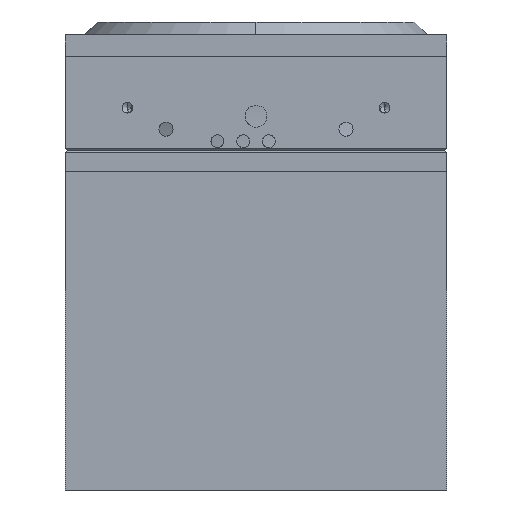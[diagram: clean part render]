
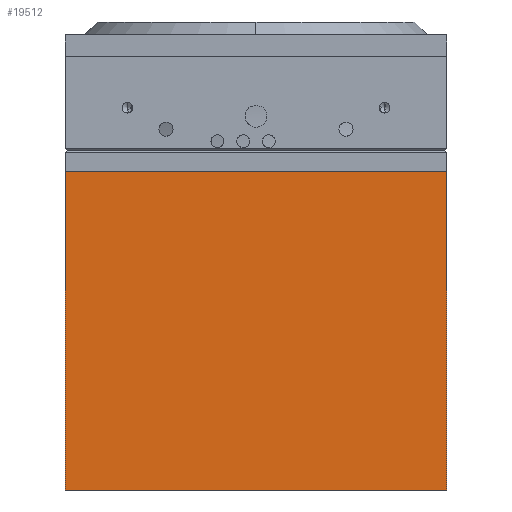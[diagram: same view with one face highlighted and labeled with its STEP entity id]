
A CAD part, left-side view. The second image highlights one B-rep face of the part: STEP entity #19512.
In plain terms, the highlighted planar face has unit normal (-1, 0, 0).
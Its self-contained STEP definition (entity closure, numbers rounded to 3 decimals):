
#312 = FACE_OUTER_BOUND ( 'NONE', #33465, .T. ) ;
#2198 = DIRECTION ( 'NONE',  ( 0., 0., 1. ) ) ;
#2842 = CARTESIAN_POINT ( 'NONE',  ( -60.743, -29.441, 53.1 ) ) ;
#4137 = EDGE_CURVE ( 'NONE', #79690, #14608, #34620, .T. ) ;
#4636 = LINE ( 'NONE', #20430, #7037 ) ;
#5236 = DIRECTION ( 'NONE',  ( 0., 1., 0. ) ) ;
#7037 = VECTOR ( 'NONE', #5236, 1000. ) ;
#10742 = DIRECTION ( 'NONE',  ( 1., 0., 0. ) ) ;
#12093 = VECTOR ( 'NONE', #25240, 1000. ) ;
#13945 = EDGE_CURVE ( 'NONE', #27117, #79690, #78664, .T. ) ;
#14608 = VERTEX_POINT ( 'NONE', #91807 ) ;
#19512 = ADVANCED_FACE ( 'NONE', ( #312 ), #41276, .F. ) ;
#20430 = CARTESIAN_POINT ( 'NONE',  ( -60.743, -29.441, 127.3 ) ) ;
#25240 = DIRECTION ( 'NONE',  ( 0., 0., 1. ) ) ;
#26207 = ORIENTED_EDGE ( 'NONE', *, *, #77390, .T. ) ;
#27117 = VERTEX_POINT ( 'NONE', #80702 ) ;
#27883 = EDGE_CURVE ( 'NONE', #27117, #67734, #64863, .T. ) ;
#33465 = EDGE_LOOP ( 'NONE', ( #26207, #73321, #65900, #66642 ) ) ;
#34620 = LINE ( 'NONE', #78415, #12093 ) ;
#36355 = AXIS2_PLACEMENT_3D ( 'NONE', #86114, #10742, #79490 ) ;
#40625 = VECTOR ( 'NONE', #88468, 1000. ) ;
#41276 = PLANE ( 'NONE',  #36355 ) ;
#49637 = CARTESIAN_POINT ( 'NONE',  ( -60.743, -29.441, 53.1 ) ) ;
#64863 = LINE ( 'NONE', #2842, #89845 ) ;
#65900 = ORIENTED_EDGE ( 'NONE', *, *, #13945, .F. ) ;
#66642 = ORIENTED_EDGE ( 'NONE', *, *, #27883, .T. ) ;
#67734 = VERTEX_POINT ( 'NONE', #97768 ) ;
#73321 = ORIENTED_EDGE ( 'NONE', *, *, #4137, .F. ) ;
#77390 = EDGE_CURVE ( 'NONE', #67734, #14608, #4636, .T. ) ;
#78415 = CARTESIAN_POINT ( 'NONE',  ( -60.743, 59.559, 53.1 ) ) ;
#78664 = LINE ( 'NONE', #49637, #40625 ) ;
#79490 = DIRECTION ( 'NONE',  ( 0., -1., 0. ) ) ;
#79690 = VERTEX_POINT ( 'NONE', #92790 ) ;
#80702 = CARTESIAN_POINT ( 'NONE',  ( -60.743, -29.441, 53.1 ) ) ;
#86114 = CARTESIAN_POINT ( 'NONE',  ( -60.743, -29.441, 53.1 ) ) ;
#88468 = DIRECTION ( 'NONE',  ( 0., 1., 0. ) ) ;
#89845 = VECTOR ( 'NONE', #2198, 1000. ) ;
#91807 = CARTESIAN_POINT ( 'NONE',  ( -60.743, 59.559, 127.3 ) ) ;
#92790 = CARTESIAN_POINT ( 'NONE',  ( -60.743, 59.559, 53.1 ) ) ;
#97768 = CARTESIAN_POINT ( 'NONE',  ( -60.743, -29.441, 127.3 ) ) ;
